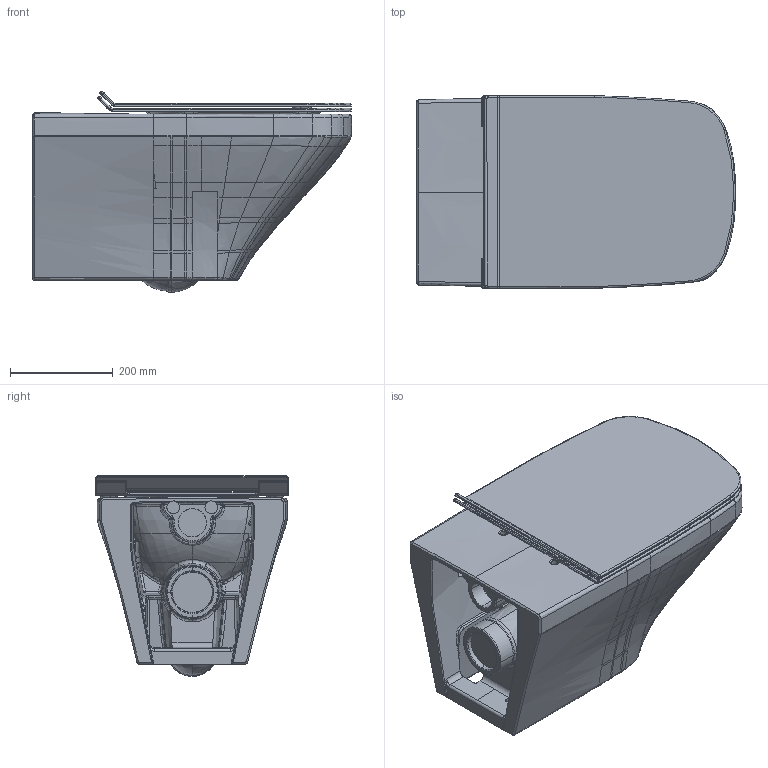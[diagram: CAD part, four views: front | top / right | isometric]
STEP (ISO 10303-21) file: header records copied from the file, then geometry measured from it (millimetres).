
FILE_DESCRIPTION((''),'2;1');
FILE_NAME('254209.stp','2013-10-10T11:09:58',('Administrator'),(''),'Autodesk Inventor 2011','Autodesk Inventor 2011','');
FILE_SCHEMA(('CONFIG_CONTROL_DESIGN'));
Length unit declared in the file: millimetre
Products named in the file (6): 254209; DuraStyle WC-Sitz lang; Deckel lang; Sitz lang; Gummipuffer
Assembly tree (10 placements, depth 3):
  254209
    254209
    DuraStyle WC-Sitz lang
      Deckel lang
      Sitz lang
      Gummipuffer  x6
Bounding box: 620.11 x 374.61 x 390.44 mm (x, y, z)
Volume: 23601927.7 mm3; surface area: 1987219.2 mm2
Topology: 9 solids, 9 shells, 1528 faces, 3539 edges, 2003 vertices
Faces by surface type: bspline 1175, cylinder 139, plane 109, torus 57, sphere 46, cone 2
Full cylindrical faces by diameter (mm): 14 x2, 18 x2, 25 x2
Entity records: 198051 total; most frequent: CARTESIAN_POINT 170979, ORIENTED_EDGE 6876, EDGE_CURVE 3438, DIRECTION 3304, VERTEX_POINT 1953, B_SPLINE_CURVE_WITH_KNOTS 1905, EDGE_LOOP 1515, FACE_OUTER_BOUND 1498
